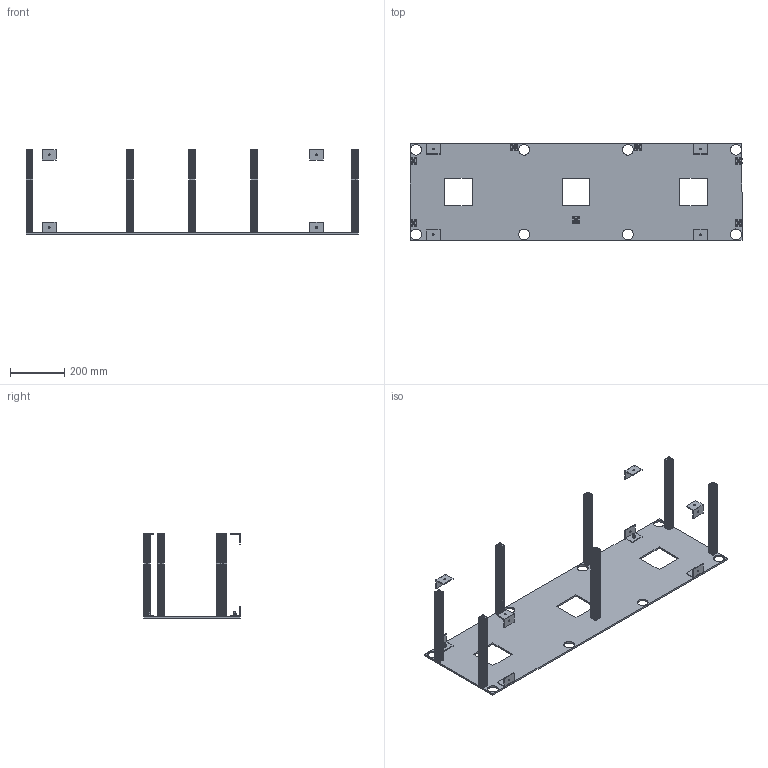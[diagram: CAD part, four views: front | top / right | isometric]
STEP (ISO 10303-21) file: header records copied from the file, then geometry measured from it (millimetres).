
FILE_DESCRIPTION(/* description */ (''),/* implementation_level */ '2;1');
FILE_NAME(/* name */ 'GE-18046.iam.stp',/* time_stamp */ '2018-01-01T11:22:43-08:00',/* author */ ('PhillipD'),/* organization */ (''),/* preprocessor_version */ 'ST-DEVELOPER v16.13',/* originating_system */ 'Autodesk Inventor 2018',/* authorisation */ '');
FILE_SCHEMA (('AUTOMOTIVE_DESIGN { 1 0 10303 214 3 1 1 }'));
Length unit declared in the file: inch
Products named in the file (6): GE-18046; GE-18046_1; GE-18030; GE-18048; flat_hex_.25_20_1_91253A542; nylock_.25_20
Assembly tree (31 placements, depth 2):
  GE-18046
    GE-18046_1
    GE-18030  x7
    GE-18048  x8
    flat_hex_.25_20_1_91253A542  x11
    nylock_.25_20  x4
Bounding box: 1219.2 x 355.6 x 311.15 mm (x, y, z)
Volume: 3192483 mm3; surface area: 1378359.5 mm2
Topology: 35 solids, 35 shells, 1121 faces, 2908 edges, 1876 vertices
Faces by surface type: plane 551, cylinder 440, cone 107, torus 23
Full cylindrical faces by diameter (mm): 5.207 x7, 5.232 x4, 6.35 x38, 6.756 x4, 6.843 x4, 13.487 x11, 39.751 x7, 40.005 x1
Entity records: 6395 total; most frequent: DIRECTION 1104, CARTESIAN_POINT 1074, ORIENTED_EDGE 940, EDGE_CURVE 470, AXIS2_PLACEMENT_3D 418, VERTEX_POINT 334, EDGE_LOOP 300, LINE 268
